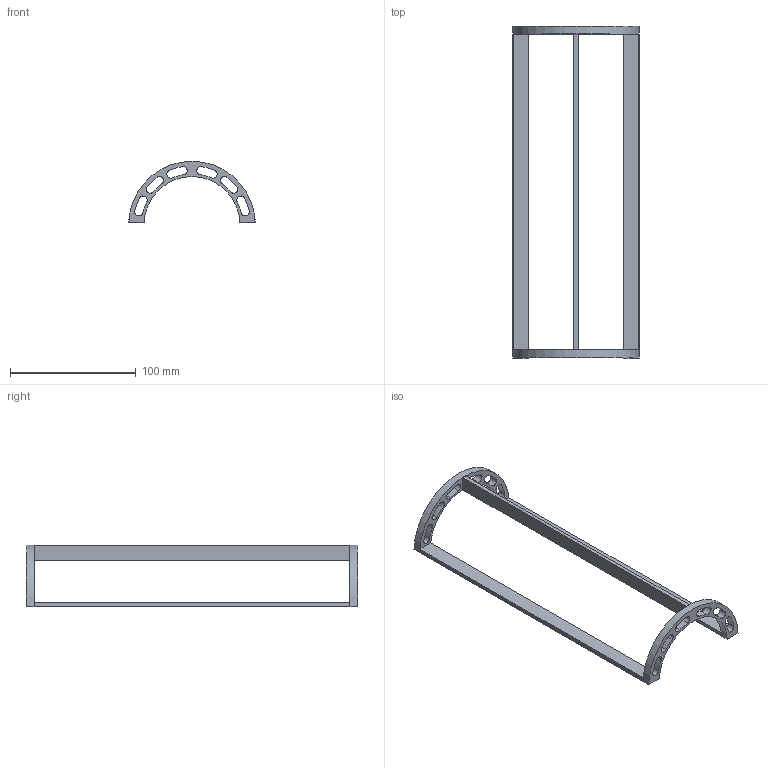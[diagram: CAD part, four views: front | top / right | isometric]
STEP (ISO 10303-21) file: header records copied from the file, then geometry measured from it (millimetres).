
FILE_DESCRIPTION(/* description */ (''),/* implementation_level */ '2;1');
FILE_NAME(/* name */ 'ePic-L0_HalfRingsSensor&Longerons.v1-CARBONDUOCEL.stp',/* time_stamp */ '2025-05-13T14:04:52+02:00',/* author */ (''),/* organization */ (''),/* preprocessor_version */ 'ST-DEVELOPER v19.4',/* originating_system */ 'SIEMENS PLM Software NX2306.5001',/* authorisation */ '');
FILE_SCHEMA (('AP203_CONFIGURATION_CONTROLLED_3D_DESIGN_OF_MECHANICAL_PARTS_AND_ASSEMBLIES_MIM_LF { 1 0 10303 403 2 1 2}'));
Length unit declared in the file: millimetre
Products named in the file (1): ePic-L0_HalfRingsSensor&Longerons.v1_objects
Bounding box: 100.56 x 264 x 48.8 mm (x, y, z)
Volume: 42830.4 mm3; surface area: 34506.9 mm2
Topology: 5 solids, 5 shells, 78 faces, 204 edges, 136 vertices
Faces by surface type: cylinder 58, plane 20
Entity records: 2618 total; most frequent: DIRECTION 478, CARTESIAN_POINT 419, ORIENTED_EDGE 408, EDGE_CURVE 204, AXIS2_PLACEMENT_3D 195, VERTEX_POINT 136, CIRCLE 116, EDGE_LOOP 102
